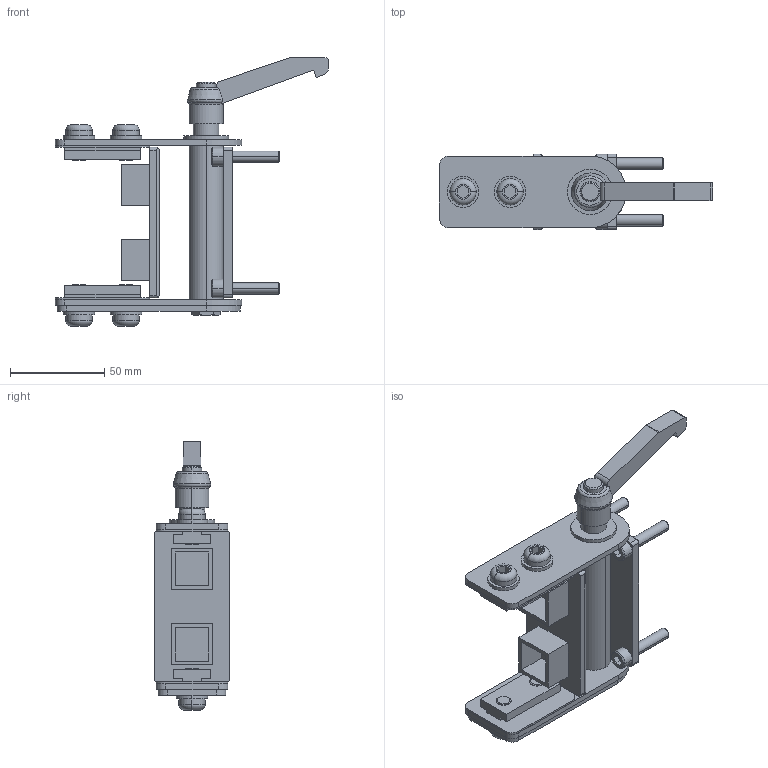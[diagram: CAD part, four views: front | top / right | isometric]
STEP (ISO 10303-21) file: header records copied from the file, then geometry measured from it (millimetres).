
FILE_DESCRIPTION(('Creo Elements/Direct Modeling STEP Export'),'2;1');
FILE_NAME('44.0339_Zwischengelenk-MMS-44_Verwendung-44.0030.stp','2022-03-21T 9:00:50',(''),(''),'PTC Creo Elements/Direct Modeling STEP processor for AP214 (Solid Model)','PTC Creo Elements/Direct Modeling 19.0C 15-Aug-2015 (C) Parametric Technology GmbH','');
FILE_SCHEMA(('AUTOMOTIVE_DESIGN { 1 0 10303 214 1 1 1 1 }'));
Length unit declared in the file: millimetre
Products named in the file (14): Lasche_Laserschneideteil-3mm_96.6535_PX174521.1.02; Zylinderschraube-DIN7500_M6x30-GEFU-verz_25382_PX174501.02.02.02; Distanz_50x38x1_96.6534_PX174515.02.02; Klemmschiene-MMS-44_40mm_44.0155_PX173060.02; Unterlegscheibe-DIN9021_84-100HV-verz_11028_PX174517.02; Abdeckkappe-MMS-44_80x40x20_44.0306-K-Modell.02; Lasche_Laserschneideteil-3mm_96.6540_PX174519.02; Sperrzahnschraube_M8x11-aehnlich-DIN912_44.0512-K-Modell.02.02; Sechskantschraube-DIN933_M8x100-8.8-verz_11410_PX174530; Klemmhebel_K0269-2081-M8-Innengewinde_96.7319_PX174522.02; Sperrzahnschraube_M8x14-aehnlich-DIN912_44.0513_PX173491.02; Flansch_Laserschneideteil-5mm_96.6530_PX174513; Achse_Ø18x87_96.6537_PX174531; Zwischengelenk-MMS-44_Verwendung-44.0030_44.0339_PX174532
Assembly tree (21 placements, depth 2):
  Zwischengelenk-MMS-44_Verwendung-44.0030_44.0339_PX174532
    Achse_Ø18x87_96.6537_PX174531
    Flansch_Laserschneideteil-5mm_96.6530_PX174513
    Klemmschiene-MMS-44_40mm_44.0155_PX173060.02  x2
    Sperrzahnschraube_M8x14-aehnlich-DIN912_44.0513_PX173491.02  x2
    Zylinderschraube-DIN7500_M6x30-GEFU-verz_25382_PX174501.02.02.02  x4
    Klemmhebel_K0269-2081-M8-Innengewinde_96.7319_PX174522.02
    Sechskantschraube-DIN933_M8x100-8.8-verz_11410_PX174530
    Sperrzahnschraube_M8x11-aehnlich-DIN912_44.0512-K-Modell.02.02  x2
    Lasche_Laserschneideteil-3mm_96.6540_PX174519.02
    Abdeckkappe-MMS-44_80x40x20_44.0306-K-Modell.02
    Unterlegscheibe-DIN9021_84-100HV-verz_11028_PX174517.02
    Distanz_50x38x1_96.6534_PX174515.02.02  x2
    Lasche_Laserschneideteil-3mm_96.6535_PX174521.1.02  x2
Bounding box: 145 x 40 x 142.5 mm (x, y, z)
Volume: 122944.4 mm3; surface area: 80462.5 mm2
Topology: 21 solids, 21 shells, 429 faces, 990 edges, 635 vertices
Faces by surface type: plane 209, cylinder 149, cone 59, torus 12
Entity records: 9153 total; most frequent: CARTESIAN_POINT 2004, ORIENTED_EDGE 1318, DIRECTION 1262, EDGE_CURVE 659, AXIS2_PLACEMENT_3D 448, VERTEX_POINT 425, VECTOR 366, LINE 366
